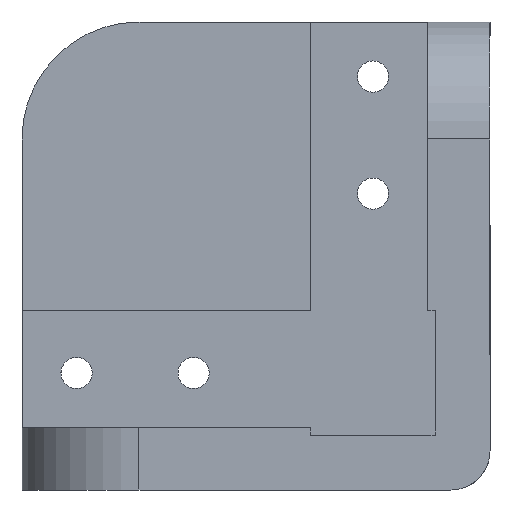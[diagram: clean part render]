
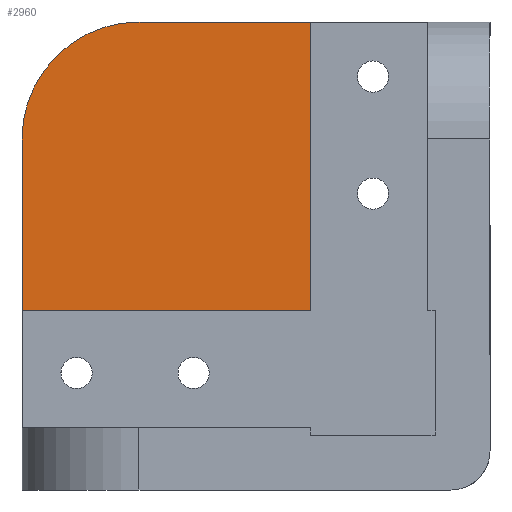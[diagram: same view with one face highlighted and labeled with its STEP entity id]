
A CAD part, left-side view. The second image highlights one B-rep face of the part: STEP entity #2960.
In plain terms, the highlighted planar face has unit normal (-1, 0, 0).
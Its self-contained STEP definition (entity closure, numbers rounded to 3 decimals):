
#663 = PLANE('',#664);
#664 = AXIS2_PLACEMENT_3D('',#665,#666,#667);
#665 = CARTESIAN_POINT('',(0.,8.,60.));
#666 = DIRECTION('',(0.,0.,-1.));
#667 = DIRECTION('',(-1.,0.,0.));
#901 = PLANE('',#902);
#902 = AXIS2_PLACEMENT_3D('',#903,#904,#905);
#903 = CARTESIAN_POINT('',(0.,60.,8.));
#904 = DIRECTION('',(0.,1.,0.));
#905 = DIRECTION('',(1.,0.,0.));
#1081 = CYLINDRICAL_SURFACE('',#1082,15.);
#1082 = AXIS2_PLACEMENT_3D('',#1083,#1084,#1085);
#1083 = CARTESIAN_POINT('',(0.,45.,45.));
#1084 = DIRECTION('',(-1.,0.,0.));
#1085 = DIRECTION('',(0.,0.,1.));
#1257 = VERTEX_POINT('',#1258);
#1258 = CARTESIAN_POINT('',(-8.,60.,45.));
#1279 = EDGE_CURVE('',#1280,#1257,#1282,.T.);
#1280 = VERTEX_POINT('',#1281);
#1281 = CARTESIAN_POINT('',(-8.,55.607,55.607));
#1282 = SURFACE_CURVE('',#1283,(#1288,#1295),.PCURVE_S1.);
#1283 = CIRCLE('',#1284,15.);
#1284 = AXIS2_PLACEMENT_3D('',#1285,#1286,#1287);
#1285 = CARTESIAN_POINT('',(-8.,45.,45.));
#1286 = DIRECTION('',(-1.,0.,0.));
#1287 = DIRECTION('',(0.,-1.,0.));
#1288 = PCURVE('',#1081,#1289);
#1289 = DEFINITIONAL_REPRESENTATION('',(#1290),#1294);
#1290 = LINE('',#1291,#1292);
#1291 = CARTESIAN_POINT('',(-1.571,8.));
#1292 = VECTOR('',#1293,1.);
#1293 = DIRECTION('',(1.,0.));
#1294 = ( GEOMETRIC_REPRESENTATION_CONTEXT(2) 
PARAMETRIC_REPRESENTATION_CONTEXT() REPRESENTATION_CONTEXT('2D SPACE',''
  ) );
#1295 = PCURVE('',#1296,#1301);
#1296 = PLANE('',#1297);
#1297 = AXIS2_PLACEMENT_3D('',#1298,#1299,#1300);
#1298 = CARTESIAN_POINT('',(-8.,45.,60.));
#1299 = DIRECTION('',(1.,0.,0.));
#1300 = DIRECTION('',(0.,0.,1.));
#1301 = DEFINITIONAL_REPRESENTATION('',(#1302),#1310);
#1302 = ( BOUNDED_CURVE() B_SPLINE_CURVE(2,(#1303,#1304,#1305,#1306,
#1307,#1308,#1309),.UNSPECIFIED.,.T.,.F.) B_SPLINE_CURVE_WITH_KNOTS((1,2
    ,2,2,2,1),(-2.094,0.,2.094,4.189,
6.283,8.378),.UNSPECIFIED.) CURVE() 
GEOMETRIC_REPRESENTATION_ITEM() RATIONAL_B_SPLINE_CURVE((1.,0.5,1.,0.5,
1.,0.5,1.)) REPRESENTATION_ITEM('') );
#1303 = CARTESIAN_POINT('',(-15.,15.));
#1304 = CARTESIAN_POINT('',(10.981,15.));
#1305 = CARTESIAN_POINT('',(-2.01,-7.5));
#1306 = CARTESIAN_POINT('',(-15.,-30.));
#1307 = CARTESIAN_POINT('',(-27.99,-7.5));
#1308 = CARTESIAN_POINT('',(-40.981,15.));
#1309 = CARTESIAN_POINT('',(-15.,15.));
#1310 = ( GEOMETRIC_REPRESENTATION_CONTEXT(2) 
PARAMETRIC_REPRESENTATION_CONTEXT() REPRESENTATION_CONTEXT('2D SPACE',''
  ) );
#1312 = EDGE_CURVE('',#1313,#1280,#1315,.T.);
#1313 = VERTEX_POINT('',#1314);
#1314 = CARTESIAN_POINT('',(-8.,45.,60.));
#1315 = SURFACE_CURVE('',#1316,(#1321,#1328),.PCURVE_S1.);
#1316 = CIRCLE('',#1317,15.);
#1317 = AXIS2_PLACEMENT_3D('',#1318,#1319,#1320);
#1318 = CARTESIAN_POINT('',(-8.,45.,45.));
#1319 = DIRECTION('',(-1.,0.,0.));
#1320 = DIRECTION('',(0.,-1.,0.));
#1321 = PCURVE('',#1081,#1322);
#1322 = DEFINITIONAL_REPRESENTATION('',(#1323),#1327);
#1323 = LINE('',#1324,#1325);
#1324 = CARTESIAN_POINT('',(-1.571,8.));
#1325 = VECTOR('',#1326,1.);
#1326 = DIRECTION('',(1.,0.));
#1327 = ( GEOMETRIC_REPRESENTATION_CONTEXT(2) 
PARAMETRIC_REPRESENTATION_CONTEXT() REPRESENTATION_CONTEXT('2D SPACE',''
  ) );
#1328 = PCURVE('',#1296,#1329);
#1329 = DEFINITIONAL_REPRESENTATION('',(#1330),#1338);
#1330 = ( BOUNDED_CURVE() B_SPLINE_CURVE(2,(#1331,#1332,#1333,#1334,
#1335,#1336,#1337),.UNSPECIFIED.,.T.,.F.) B_SPLINE_CURVE_WITH_KNOTS((1,2
    ,2,2,2,1),(-2.094,0.,2.094,4.189,
6.283,8.378),.UNSPECIFIED.) CURVE() 
GEOMETRIC_REPRESENTATION_ITEM() RATIONAL_B_SPLINE_CURVE((1.,0.5,1.,0.5,
1.,0.5,1.)) REPRESENTATION_ITEM('') );
#1331 = CARTESIAN_POINT('',(-15.,15.));
#1332 = CARTESIAN_POINT('',(10.981,15.));
#1333 = CARTESIAN_POINT('',(-2.01,-7.5));
#1334 = CARTESIAN_POINT('',(-15.,-30.));
#1335 = CARTESIAN_POINT('',(-27.99,-7.5));
#1336 = CARTESIAN_POINT('',(-40.981,15.));
#1337 = CARTESIAN_POINT('',(-15.,15.));
#1338 = ( GEOMETRIC_REPRESENTATION_CONTEXT(2) 
PARAMETRIC_REPRESENTATION_CONTEXT() REPRESENTATION_CONTEXT('2D SPACE',''
  ) );
#1579 = EDGE_CURVE('',#1580,#1313,#1582,.T.);
#1580 = VERTEX_POINT('',#1581);
#1581 = CARTESIAN_POINT('',(-8.,23.,60.));
#1582 = SURFACE_CURVE('',#1583,(#1587,#1594),.PCURVE_S1.);
#1583 = LINE('',#1584,#1585);
#1584 = CARTESIAN_POINT('',(-8.,0.,60.));
#1585 = VECTOR('',#1586,1.);
#1586 = DIRECTION('',(0.,1.,0.));
#1587 = PCURVE('',#663,#1588);
#1588 = DEFINITIONAL_REPRESENTATION('',(#1589),#1593);
#1589 = LINE('',#1590,#1591);
#1590 = CARTESIAN_POINT('',(8.,-8.));
#1591 = VECTOR('',#1592,1.);
#1592 = DIRECTION('',(0.,1.));
#1593 = ( GEOMETRIC_REPRESENTATION_CONTEXT(2) 
PARAMETRIC_REPRESENTATION_CONTEXT() REPRESENTATION_CONTEXT('2D SPACE',''
  ) );
#1594 = PCURVE('',#1296,#1595);
#1595 = DEFINITIONAL_REPRESENTATION('',(#1596),#1600);
#1596 = LINE('',#1597,#1598);
#1597 = CARTESIAN_POINT('',(0.,45.));
#1598 = VECTOR('',#1599,1.);
#1599 = DIRECTION('',(0.,-1.));
#1600 = ( GEOMETRIC_REPRESENTATION_CONTEXT(2) 
PARAMETRIC_REPRESENTATION_CONTEXT() REPRESENTATION_CONTEXT('2D SPACE',''
  ) );
#1618 = PLANE('',#1619);
#1619 = AXIS2_PLACEMENT_3D('',#1620,#1621,#1622);
#1620 = CARTESIAN_POINT('',(-8.,23.,23.));
#1621 = DIRECTION('',(0.,1.,0.));
#1622 = DIRECTION('',(0.,0.,-1.));
#1860 = EDGE_CURVE('',#1861,#1580,#1863,.T.);
#1861 = VERTEX_POINT('',#1862);
#1862 = CARTESIAN_POINT('',(-8.,23.,23.));
#1863 = SURFACE_CURVE('',#1864,(#1868,#1875),.PCURVE_S1.);
#1864 = LINE('',#1865,#1866);
#1865 = CARTESIAN_POINT('',(-8.,23.,23.));
#1866 = VECTOR('',#1867,1.);
#1867 = DIRECTION('',(0.,0.,1.));
#1868 = PCURVE('',#1618,#1869);
#1869 = DEFINITIONAL_REPRESENTATION('',(#1870),#1874);
#1870 = LINE('',#1871,#1872);
#1871 = CARTESIAN_POINT('',(0.,0.));
#1872 = VECTOR('',#1873,1.);
#1873 = DIRECTION('',(-1.,0.));
#1874 = ( GEOMETRIC_REPRESENTATION_CONTEXT(2) 
PARAMETRIC_REPRESENTATION_CONTEXT() REPRESENTATION_CONTEXT('2D SPACE',''
  ) );
#1875 = PCURVE('',#1296,#1876);
#1876 = DEFINITIONAL_REPRESENTATION('',(#1877),#1881);
#1877 = LINE('',#1878,#1879);
#1878 = CARTESIAN_POINT('',(-37.,22.));
#1879 = VECTOR('',#1880,1.);
#1880 = DIRECTION('',(1.,0.));
#1881 = ( GEOMETRIC_REPRESENTATION_CONTEXT(2) 
PARAMETRIC_REPRESENTATION_CONTEXT() REPRESENTATION_CONTEXT('2D SPACE',''
  ) );
#1899 = PLANE('',#1900);
#1900 = AXIS2_PLACEMENT_3D('',#1901,#1902,#1903);
#1901 = CARTESIAN_POINT('',(-8.,23.,23.));
#1902 = DIRECTION('',(0.,0.,1.));
#1903 = DIRECTION('',(0.,1.,0.));
#1936 = EDGE_CURVE('',#1861,#1937,#1939,.T.);
#1937 = VERTEX_POINT('',#1938);
#1938 = CARTESIAN_POINT('',(-8.,60.,23.));
#1939 = SURFACE_CURVE('',#1940,(#1944,#1951),.PCURVE_S1.);
#1940 = LINE('',#1941,#1942);
#1941 = CARTESIAN_POINT('',(-8.,23.,23.));
#1942 = VECTOR('',#1943,1.);
#1943 = DIRECTION('',(0.,1.,0.));
#1944 = PCURVE('',#1899,#1945);
#1945 = DEFINITIONAL_REPRESENTATION('',(#1946),#1950);
#1946 = LINE('',#1947,#1948);
#1947 = CARTESIAN_POINT('',(0.,0.));
#1948 = VECTOR('',#1949,1.);
#1949 = DIRECTION('',(1.,0.));
#1950 = ( GEOMETRIC_REPRESENTATION_CONTEXT(2) 
PARAMETRIC_REPRESENTATION_CONTEXT() REPRESENTATION_CONTEXT('2D SPACE',''
  ) );
#1951 = PCURVE('',#1296,#1952);
#1952 = DEFINITIONAL_REPRESENTATION('',(#1953),#1957);
#1953 = LINE('',#1954,#1955);
#1954 = CARTESIAN_POINT('',(-37.,22.));
#1955 = VECTOR('',#1956,1.);
#1956 = DIRECTION('',(0.,-1.));
#1957 = ( GEOMETRIC_REPRESENTATION_CONTEXT(2) 
PARAMETRIC_REPRESENTATION_CONTEXT() REPRESENTATION_CONTEXT('2D SPACE',''
  ) );
#2960 = ADVANCED_FACE('',(#2961),#1296,.F.);
#2961 = FACE_BOUND('',#2962,.T.);
#2962 = EDGE_LOOP('',(#2963,#2964,#2965,#2986,#2987,#2988));
#2963 = ORIENTED_EDGE('',*,*,#1312,.T.);
#2964 = ORIENTED_EDGE('',*,*,#1279,.T.);
#2965 = ORIENTED_EDGE('',*,*,#2966,.F.);
#2966 = EDGE_CURVE('',#1937,#1257,#2967,.T.);
#2967 = SURFACE_CURVE('',#2968,(#2972,#2979),.PCURVE_S1.);
#2968 = LINE('',#2969,#2970);
#2969 = CARTESIAN_POINT('',(-8.,60.,0.));
#2970 = VECTOR('',#2971,1.);
#2971 = DIRECTION('',(0.,0.,1.));
#2972 = PCURVE('',#1296,#2973);
#2973 = DEFINITIONAL_REPRESENTATION('',(#2974),#2978);
#2974 = LINE('',#2975,#2976);
#2975 = CARTESIAN_POINT('',(-60.,-15.));
#2976 = VECTOR('',#2977,1.);
#2977 = DIRECTION('',(1.,0.));
#2978 = ( GEOMETRIC_REPRESENTATION_CONTEXT(2) 
PARAMETRIC_REPRESENTATION_CONTEXT() REPRESENTATION_CONTEXT('2D SPACE',''
  ) );
#2979 = PCURVE('',#901,#2980);
#2980 = DEFINITIONAL_REPRESENTATION('',(#2981),#2985);
#2981 = LINE('',#2982,#2983);
#2982 = CARTESIAN_POINT('',(-8.,8.));
#2983 = VECTOR('',#2984,1.);
#2984 = DIRECTION('',(0.,-1.));
#2985 = ( GEOMETRIC_REPRESENTATION_CONTEXT(2) 
PARAMETRIC_REPRESENTATION_CONTEXT() REPRESENTATION_CONTEXT('2D SPACE',''
  ) );
#2986 = ORIENTED_EDGE('',*,*,#1936,.F.);
#2987 = ORIENTED_EDGE('',*,*,#1860,.T.);
#2988 = ORIENTED_EDGE('',*,*,#1579,.T.);
